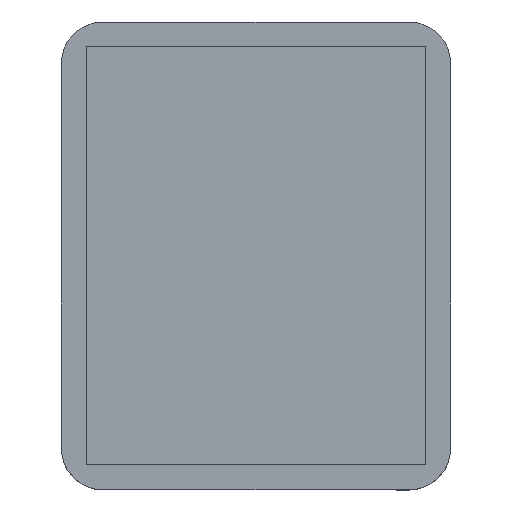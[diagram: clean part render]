
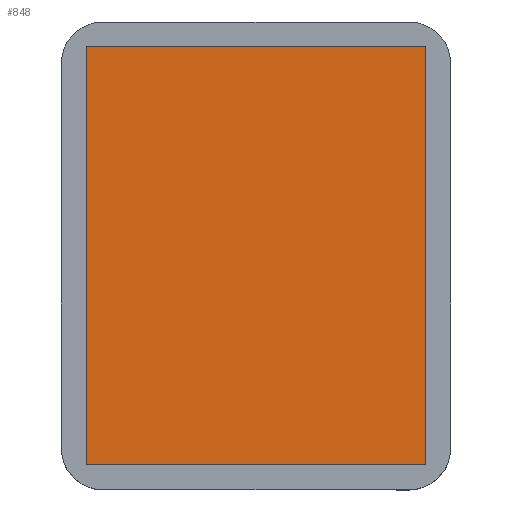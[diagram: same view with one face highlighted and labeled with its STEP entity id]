
A CAD part, top view. The second image highlights one B-rep face of the part: STEP entity #848.
In plain terms, the highlighted planar face has unit normal (0, 0, 1).
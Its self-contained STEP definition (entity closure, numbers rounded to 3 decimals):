
#74=FACE_OUTER_BOUND('',#119,.T.);
#119=EDGE_LOOP('',(#762,#763,#764,#765));
#220=LINE('',#1364,#329);
#223=LINE('',#1370,#332);
#226=LINE('',#1376,#335);
#229=LINE('',#1380,#338);
#329=VECTOR('',#1125,10.);
#332=VECTOR('',#1130,10.);
#335=VECTOR('',#1135,10.);
#338=VECTOR('',#1140,10.);
#413=VERTEX_POINT('',#1361);
#414=VERTEX_POINT('',#1363);
#416=VERTEX_POINT('',#1369);
#418=VERTEX_POINT('',#1375);
#526=EDGE_CURVE('',#414,#413,#220,.T.);
#529=EDGE_CURVE('',#416,#414,#223,.T.);
#532=EDGE_CURVE('',#418,#416,#226,.T.);
#535=EDGE_CURVE('',#413,#418,#229,.T.);
#762=ORIENTED_EDGE('',*,*,#535,.T.);
#763=ORIENTED_EDGE('',*,*,#532,.T.);
#764=ORIENTED_EDGE('',*,*,#529,.T.);
#765=ORIENTED_EDGE('',*,*,#526,.T.);
#806=PLANE('',#926);
#848=ADVANCED_FACE('',(#74),#806,.T.);
#926=AXIS2_PLACEMENT_3D('',#1381,#1141,#1142);
#1125=DIRECTION('',(0.,-1.,0.));
#1130=DIRECTION('',(-1.,0.,0.));
#1135=DIRECTION('',(0.,1.,0.));
#1140=DIRECTION('',(1.,0.,0.));
#1141=DIRECTION('center_axis',(0.,0.,1.));
#1142=DIRECTION('ref_axis',(1.,0.,0.));
#1361=CARTESIAN_POINT('',(66.95,-33.055,20.499));
#1363=CARTESIAN_POINT('',(66.95,17.445,20.499));
#1364=CARTESIAN_POINT('',(66.95,-33.055,20.499));
#1369=CARTESIAN_POINT('',(107.95,17.445,20.499));
#1370=CARTESIAN_POINT('',(66.95,17.445,20.499));
#1375=CARTESIAN_POINT('',(107.95,-33.055,20.499));
#1376=CARTESIAN_POINT('',(107.95,17.445,20.499));
#1380=CARTESIAN_POINT('',(107.95,-33.055,20.499));
#1381=CARTESIAN_POINT('Origin',(87.45,-7.805,20.499));
